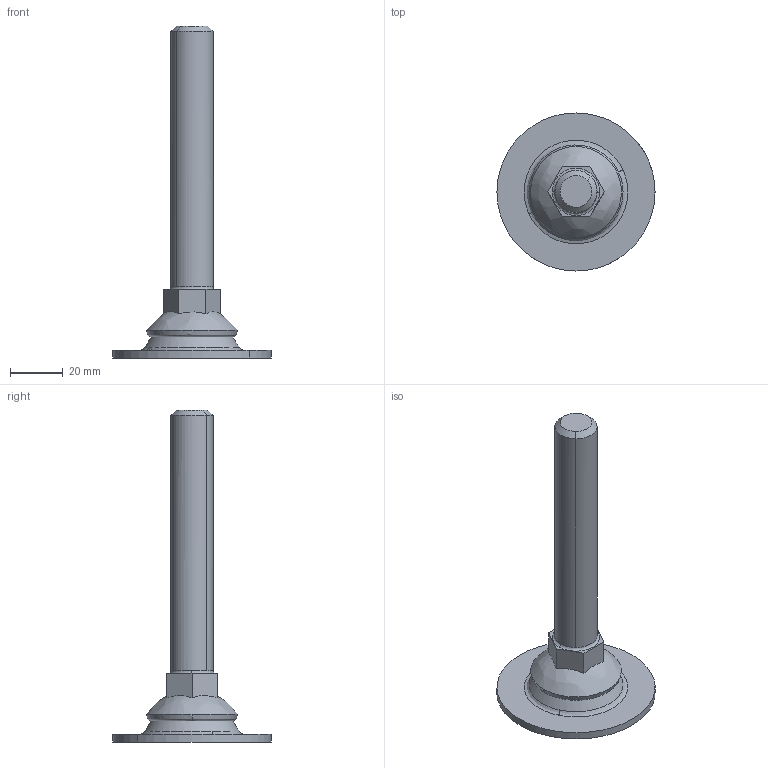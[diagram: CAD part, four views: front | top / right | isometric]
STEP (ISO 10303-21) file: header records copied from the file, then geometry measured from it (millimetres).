
FILE_DESCRIPTION((''),'2;1');
FILE_NAME('','2011-04-26T16:46:47',(''),(''),'','CADfix','');
FILE_SCHEMA(('AUTOMOTIVE_DESIGN { 1 0 10303 214 1 1 1 1 }'));
Length unit declared in the file: millimetre
Bounding box: 60 x 60 x 126 mm (x, y, z)
Volume: 35593.2 mm3; surface area: 16583 mm2
Topology: 4 solids, 4 shells, 69 faces, 248 edges, 194 vertices
Faces by surface type: bspline 69
Entity records: 4041 total; most frequent: CARTESIAN_POINT 2532, ORIENTED_EDGE 496, EDGE_CURVE 248, VERTEX_POINT 194, B_SPLINE_CURVE_WITH_KNOTS 158, QUASI_UNIFORM_CURVE 90, EDGE_LOOP 80, FACE_OUTER_BOUND 69
